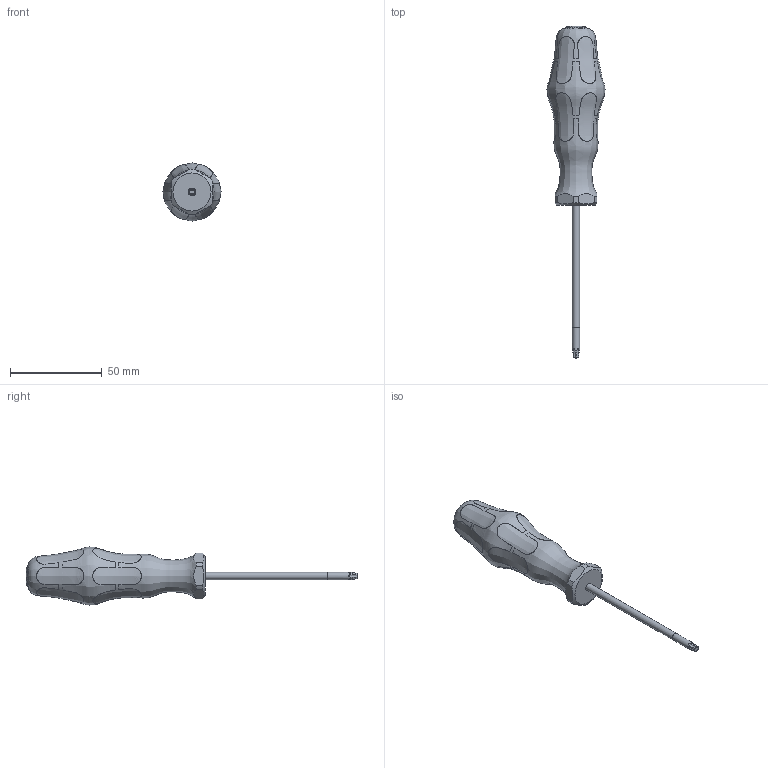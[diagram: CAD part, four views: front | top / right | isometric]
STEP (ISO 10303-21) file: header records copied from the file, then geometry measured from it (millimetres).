
FILE_DESCRIPTION(/* description */ (''),/* implementation_level */ '2;1');
FILE_NAME(/* name */ 'WERA TX 15 028008 (3).step',/* time_stamp */ '2022-12-09T14:14:32+01:00',/* author */ (''),/* organization */ (''),/* preprocessor_version */ 'ST-DEVELOPER v19.2',/* originating_system */ 'Autodesk Translation Framework v11.17.0.187',/* authorisation */ '');
FILE_SCHEMA (('AUTOMOTIVE_DESIGN { 1 0 10303 214 3 1 1 }'));
Length unit declared in the file: millimetre
Products named in the file (1): WERA TX 15 028008 (3)
Bounding box: 31.65 x 181.15 x 31.65 mm (x, y, z)
Volume: 44762.4 mm3; surface area: 16616 mm2
Topology: 5 solids, 5 shells, 282 faces, 813 edges, 538 vertices
Faces by surface type: plane 167, cylinder 70, bspline 32, torus 12, cone 1
Full cylindrical faces by diameter (mm): 4 x2, 11.4 x1, 14.2 x1
Entity records: 23887 total; most frequent: CARTESIAN_POINT 17468, ORIENTED_EDGE 1624, DIRECTION 858, EDGE_CURVE 812, VERTEX_POINT 538, B_SPLINE_CURVE_WITH_KNOTS 496, AXIS2_PLACEMENT_3D 303, EDGE_LOOP 284
